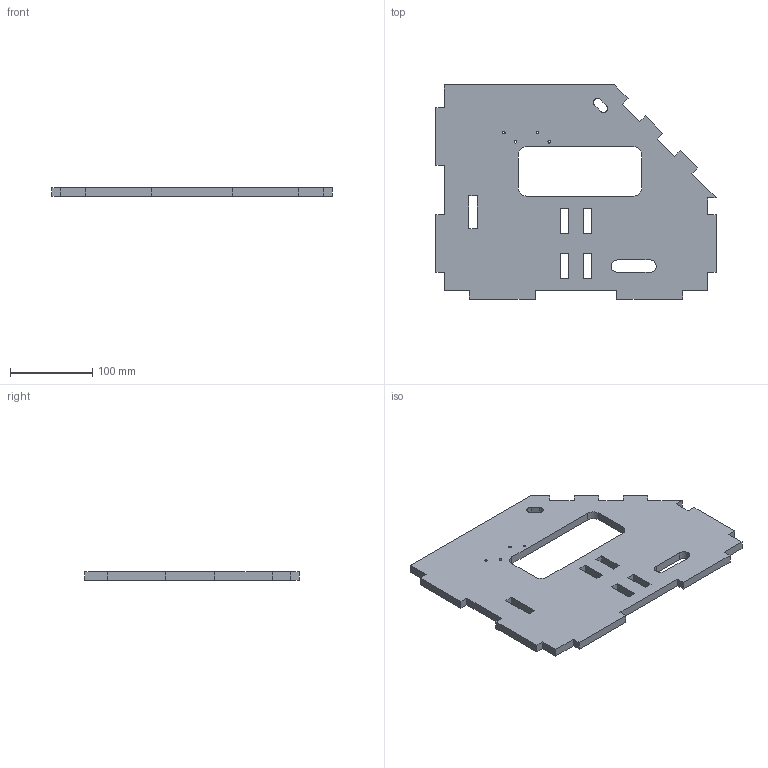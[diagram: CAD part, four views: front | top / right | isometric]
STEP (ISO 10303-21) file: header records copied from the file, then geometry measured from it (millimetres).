
FILE_DESCRIPTION(('FreeCAD Model'),'2;1');
FILE_NAME('Separador.step','2020-04-17T12:09:06',('Author'),(''), 'Open CASCADE STEP processor 7.3','FreeCAD','Unknown');
FILE_SCHEMA(('AUTOMOTIVE_DESIGN { 1 0 10303 214 1 1 1 1 }'));
Length unit declared in the file: millimetre
Products named in the file (1): Taladro_Sensores
Bounding box: 340 x 260 x 10 mm (x, y, z)
Volume: 650493.9 mm3; surface area: 152811.2 mm2
Topology: 1 solids, 1 shells, 78 faces, 228 edges, 152 vertices
Faces by surface type: plane 66, cylinder 12
Full cylindrical faces by diameter (mm): 3 x4
Entity records: 5650 total; most frequent: CARTESIAN_POINT 1035, DIRECTION 846, LINE 636, VECTOR 636, ORIENTED_EDGE 456, PCURVE 456, DEFINITIONAL_REPRESENTATION 456, EDGE_CURVE 228
